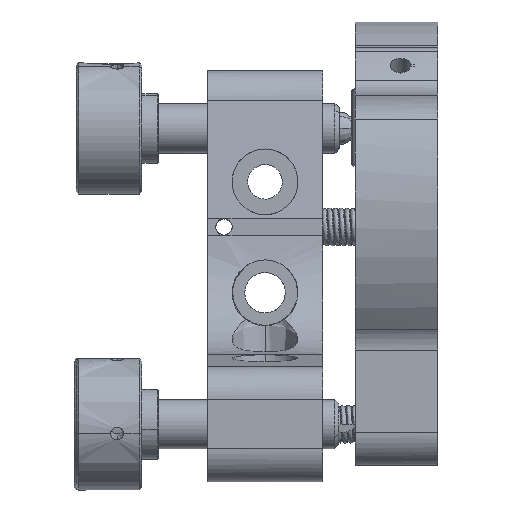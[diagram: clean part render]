
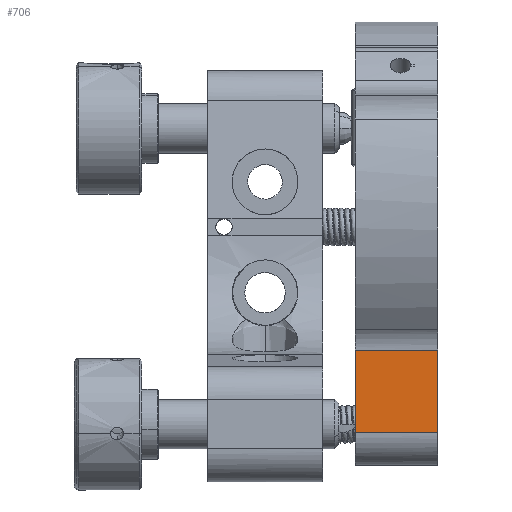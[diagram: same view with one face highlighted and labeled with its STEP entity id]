
A CAD part, left-side view. The second image highlights one B-rep face of the part: STEP entity #706.
In plain terms, the highlighted free-form (B-spline) face has degree [1, 1] with [2, 2] control points.
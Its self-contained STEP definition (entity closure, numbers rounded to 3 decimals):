
#706=ADVANCED_FACE('',(#1682),#35612,.T.);
#1682=FACE_OUTER_BOUND('',#2660,.T.);
#2660=EDGE_LOOP('',(#3935,#3936,#3937,#3938));
#3935=ORIENTED_EDGE('',*,*,#24074,.T.);
#3936=ORIENTED_EDGE('',*,*,#24075,.T.);
#3937=ORIENTED_EDGE('',*,*,#24076,.T.);
#3938=ORIENTED_EDGE('',*,*,#24077,.T.);
#10678=PCURVE('',#35612,#16050);
#10679=PCURVE('',#35612,#16051);
#10680=PCURVE('',#35612,#16052);
#10681=PCURVE('',#35612,#16053);
#10682=PCURVE('',#35266,#16054);
#10748=PCURVE('',#35277,#16120);
#10749=PCURVE('',#35616,#16121);
#10805=PCURVE('',#35617,#16177);
#16050=DEFINITIONAL_REPRESENTATION('',(#26967),#121194);
#16051=DEFINITIONAL_REPRESENTATION('',(#26969),#121194);
#16052=DEFINITIONAL_REPRESENTATION('',(#26971),#121194);
#16053=DEFINITIONAL_REPRESENTATION('',(#26973),#121194);
#16054=DEFINITIONAL_REPRESENTATION('',(#26974),#121194);
#16120=DEFINITIONAL_REPRESENTATION('',(#27049),#121194);
#16121=DEFINITIONAL_REPRESENTATION('',(#27050),#121194);
#16177=DEFINITIONAL_REPRESENTATION('',(#27065),#121194);
#21320=SURFACE_CURVE('',#26966,(#10678,#10748),.PCURVE_S1.);
#21321=SURFACE_CURVE('',#26968,(#10679,#10749),.PCURVE_S1.);
#21322=SURFACE_CURVE('',#26970,(#10680,#10682),.PCURVE_S1.);
#21323=SURFACE_CURVE('',#26972,(#10681,#10805),.PCURVE_S1.);
#24074=EDGE_CURVE('',#33533,#33534,#21320,.T.);
#24075=EDGE_CURVE('',#33534,#33535,#21321,.T.);
#24076=EDGE_CURVE('',#33535,#33536,#21322,.T.);
#24077=EDGE_CURVE('',#33536,#33533,#21323,.T.);
#26966=B_SPLINE_CURVE_WITH_KNOTS('',1,(#38519,#38520),.UNSPECIFIED.,.F.,
 .F.,(2,2),(-10.,0.),.UNSPECIFIED.);
#26967=B_SPLINE_CURVE_WITH_KNOTS('',1,(#38521,#38522),.UNSPECIFIED.,.F.,
 .F.,(2,2),(-10.,0.),.UNSPECIFIED.);
#26968=B_SPLINE_CURVE_WITH_KNOTS('',1,(#38523,#38524),.UNSPECIFIED.,.F.,
 .F.,(2,2),(-10.029,0.),.UNSPECIFIED.);
#26969=B_SPLINE_CURVE_WITH_KNOTS('',1,(#38525,#38526),.UNSPECIFIED.,.F.,
 .F.,(2,2),(-10.029,0.),.UNSPECIFIED.);
#26970=B_SPLINE_CURVE_WITH_KNOTS('',1,(#38527,#38528),.UNSPECIFIED.,.F.,
 .F.,(2,2),(0.,10.),.UNSPECIFIED.);
#26971=B_SPLINE_CURVE_WITH_KNOTS('',1,(#38529,#38530),.UNSPECIFIED.,.F.,
 .F.,(2,2),(0.,10.),.UNSPECIFIED.);
#26972=B_SPLINE_CURVE_WITH_KNOTS('',1,(#38531,#38532),.UNSPECIFIED.,.F.,
 .F.,(2,2),(-10.029,0.),.UNSPECIFIED.);
#26973=B_SPLINE_CURVE_WITH_KNOTS('',1,(#38533,#38534),.UNSPECIFIED.,.F.,
 .F.,(2,2),(-10.029,0.),.UNSPECIFIED.);
#26974=B_SPLINE_CURVE_WITH_KNOTS('',1,(#38535,#38536),.UNSPECIFIED.,.F.,
 .F.,(2,2),(0.,10.),.UNSPECIFIED.);
#27049=B_SPLINE_CURVE_WITH_KNOTS('',1,(#38800,#38801),.UNSPECIFIED.,.F.,
 .F.,(2,2),(-10.,0.),.UNSPECIFIED.);
#27050=B_SPLINE_CURVE_WITH_KNOTS('',1,(#38802,#38803),.UNSPECIFIED.,.F.,
 .F.,(2,2),(-10.029,0.),.UNSPECIFIED.);
#27065=B_SPLINE_CURVE_WITH_KNOTS('',1,(#38973,#38974),.UNSPECIFIED.,.F.,
 .F.,(2,2),(-10.029,0.),.UNSPECIFIED.);
#33533=VERTEX_POINT('',#37416);
#33534=VERTEX_POINT('',#37417);
#33535=VERTEX_POINT('',#37418);
#33536=VERTEX_POINT('',#37419);
#35266=(
BOUNDED_SURFACE()
B_SPLINE_SURFACE(1,2,((#37066,#37067,#37068,#37069,#37070,#37071,#37072,
#37073,#37074),(#37075,#37076,#37077,#37078,#37079,#37080,#37081,#37082,
#37083)),.UNSPECIFIED.,.F.,.F.,.F.)
B_SPLINE_SURFACE_WITH_KNOTS((2,2),(3,2,2,2,3),(0.,12.24),(0.,1.571,
3.142,4.712,6.283),.UNSPECIFIED.)
GEOMETRIC_REPRESENTATION_ITEM()
RATIONAL_B_SPLINE_SURFACE(((1.,0.707,1.,0.707,1.,
0.707,1.,0.707,1.),(1.,0.707,1.,0.707,
1.,0.707,1.,0.707,1.)))
REPRESENTATION_ITEM('')
SURFACE()
);
#35277=(
BOUNDED_SURFACE()
B_SPLINE_SURFACE(2,1,((#37276,#37277),(#37278,#37279),(#37280,#37281),(#37282,
#37283),(#37284,#37285),(#37286,#37287),(#37288,#37289),(#37290,#37291),
(#37292,#37293)),.UNSPECIFIED.,.T.,.F.,.F.)
B_SPLINE_SURFACE_WITH_KNOTS((3,2,2,2,3),(2,2),(0.,1.571,3.142,
4.712,6.283),(0.,12.24),.UNSPECIFIED.)
GEOMETRIC_REPRESENTATION_ITEM()
RATIONAL_B_SPLINE_SURFACE(((1.,1.),(0.707,0.707),
(1.,1.),(0.707,0.707),(1.,1.),(0.707,
0.707),(1.,1.),(0.707,0.707),(1.,1.)))
REPRESENTATION_ITEM('')
SURFACE()
);
#35612=B_SPLINE_SURFACE_WITH_KNOTS('',1,1,((#37062,#37063),(#37064,#37065)),
 .UNSPECIFIED.,.F.,.F.,.F.,(2,2),(2,2),(0.,12.275),
(0.,12.24),.UNSPECIFIED.);
#35616=B_SPLINE_SURFACE_WITH_KNOTS('',1,1,((#37294,#37295),(#37296,#37297)),
 .UNSPECIFIED.,.F.,.F.,.F.,(2,2),(2,2),(0.,70.591),
(0.,70.591),.UNSPECIFIED.);
#35617=B_SPLINE_SURFACE_WITH_KNOTS('',1,1,((#37298,#37299),(#37300,#37301)),
 .UNSPECIFIED.,.F.,.F.,.F.,(2,2),(2,2),(-70.591,0.),
(0.,70.591),.UNSPECIFIED.);
#37062=CARTESIAN_POINT('',(50.,-58.506,42.876));
#37063=CARTESIAN_POINT('',(50.,-58.506,55.116));
#37064=CARTESIAN_POINT('',(50.,-46.231,42.876));
#37065=CARTESIAN_POINT('',(50.,-46.231,55.116));
#37066=CARTESIAN_POINT('',(58.,-47.354,55.116));
#37067=CARTESIAN_POINT('',(58.,-51.354,55.116));
#37068=CARTESIAN_POINT('',(54.,-51.354,55.116));
#37069=CARTESIAN_POINT('',(50.,-51.354,55.116));
#37070=CARTESIAN_POINT('',(50.,-47.354,55.116));
#37071=CARTESIAN_POINT('',(50.,-43.354,55.116));
#37072=CARTESIAN_POINT('',(54.,-43.354,55.116));
#37073=CARTESIAN_POINT('',(58.,-43.354,55.116));
#37074=CARTESIAN_POINT('',(58.,-47.354,55.116));
#37075=CARTESIAN_POINT('',(58.,-47.354,42.876));
#37076=CARTESIAN_POINT('',(58.,-51.354,42.876));
#37077=CARTESIAN_POINT('',(54.,-51.354,42.876));
#37078=CARTESIAN_POINT('',(50.,-51.354,42.876));
#37079=CARTESIAN_POINT('',(50.,-47.354,42.876));
#37080=CARTESIAN_POINT('',(50.,-43.354,42.876));
#37081=CARTESIAN_POINT('',(54.,-43.354,42.876));
#37082=CARTESIAN_POINT('',(58.,-43.354,42.876));
#37083=CARTESIAN_POINT('',(58.,-47.354,42.876));
#37276=CARTESIAN_POINT('',(42.,-57.383,55.116));
#37277=CARTESIAN_POINT('',(42.,-57.383,42.876));
#37278=CARTESIAN_POINT('',(42.,-53.383,55.116));
#37279=CARTESIAN_POINT('',(42.,-53.383,42.876));
#37280=CARTESIAN_POINT('',(46.,-53.383,55.116));
#37281=CARTESIAN_POINT('',(46.,-53.383,42.876));
#37282=CARTESIAN_POINT('',(50.,-53.383,55.116));
#37283=CARTESIAN_POINT('',(50.,-53.383,42.876));
#37284=CARTESIAN_POINT('',(50.,-57.383,55.116));
#37285=CARTESIAN_POINT('',(50.,-57.383,42.876));
#37286=CARTESIAN_POINT('',(50.,-61.383,55.116));
#37287=CARTESIAN_POINT('',(50.,-61.383,42.876));
#37288=CARTESIAN_POINT('',(46.,-61.383,55.116));
#37289=CARTESIAN_POINT('',(46.,-61.383,42.876));
#37290=CARTESIAN_POINT('',(42.,-61.383,55.116));
#37291=CARTESIAN_POINT('',(42.,-61.383,42.876));
#37292=CARTESIAN_POINT('',(42.,-57.383,55.116));
#37293=CARTESIAN_POINT('',(42.,-57.383,42.876));
#37294=CARTESIAN_POINT('',(66.608,-67.366,43.996));
#37295=CARTESIAN_POINT('',(66.608,3.225,43.996));
#37296=CARTESIAN_POINT('',(-3.983,-67.366,43.996));
#37297=CARTESIAN_POINT('',(-3.983,3.225,43.996));
#37298=CARTESIAN_POINT('',(-3.983,-67.366,53.996));
#37299=CARTESIAN_POINT('',(-3.983,3.225,53.996));
#37300=CARTESIAN_POINT('',(66.608,-67.366,53.996));
#37301=CARTESIAN_POINT('',(66.608,3.225,53.996));
#37416=CARTESIAN_POINT('',(50.,-57.383,53.996));
#37417=CARTESIAN_POINT('',(50.,-57.383,43.996));
#37418=CARTESIAN_POINT('',(50.,-47.354,43.996));
#37419=CARTESIAN_POINT('',(50.,-47.354,53.996));
#38519=CARTESIAN_POINT('',(50.,-57.383,53.996));
#38520=CARTESIAN_POINT('',(50.,-57.383,43.996));
#38521=CARTESIAN_POINT('',(1.123,11.12));
#38522=CARTESIAN_POINT('',(1.123,1.12));
#38523=CARTESIAN_POINT('',(50.,-57.383,43.996));
#38524=CARTESIAN_POINT('',(50.,-47.354,43.996));
#38525=CARTESIAN_POINT('',(1.123,1.12));
#38526=CARTESIAN_POINT('',(11.152,1.12));
#38527=CARTESIAN_POINT('',(50.,-47.354,43.996));
#38528=CARTESIAN_POINT('',(50.,-47.354,53.996));
#38529=CARTESIAN_POINT('',(11.152,1.12));
#38530=CARTESIAN_POINT('',(11.152,11.12));
#38531=CARTESIAN_POINT('',(50.,-47.354,53.996));
#38532=CARTESIAN_POINT('',(50.,-57.383,53.996));
#38533=CARTESIAN_POINT('',(11.152,11.12));
#38534=CARTESIAN_POINT('',(1.123,11.12));
#38535=CARTESIAN_POINT('',(11.12,3.142));
#38536=CARTESIAN_POINT('',(1.12,3.142));
#38800=CARTESIAN_POINT('',(3.142,1.12));
#38801=CARTESIAN_POINT('',(3.142,11.12));
#38802=CARTESIAN_POINT('',(16.608,9.983));
#38803=CARTESIAN_POINT('',(16.608,20.012));
#38973=CARTESIAN_POINT('',(-16.608,20.012));
#38974=CARTESIAN_POINT('',(-16.608,9.983));
#121194=(
GEOMETRIC_REPRESENTATION_CONTEXT(2)
PARAMETRIC_REPRESENTATION_CONTEXT()
REPRESENTATION_CONTEXT('pspace','')
);
